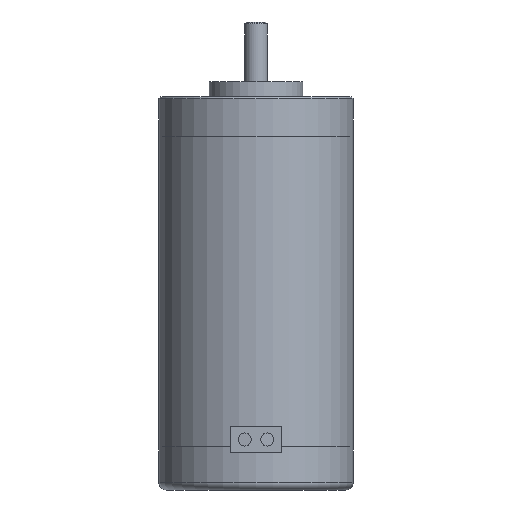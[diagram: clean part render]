
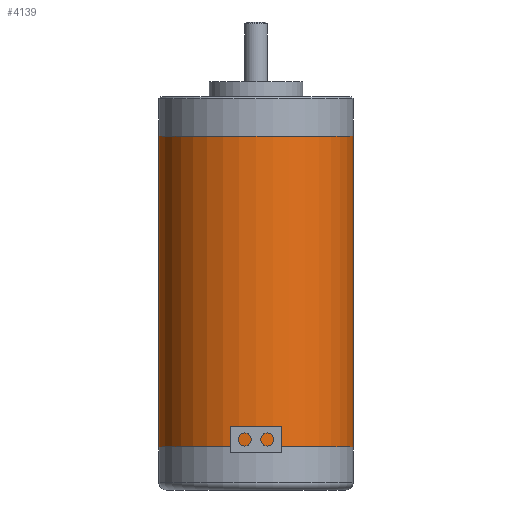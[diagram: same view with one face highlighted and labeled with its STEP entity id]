
A CAD part, front view. The second image highlights one B-rep face of the part: STEP entity #4139.
In plain terms, the highlighted cylindrical face has radius 26 mm (diameter 52 mm), a partial arc.
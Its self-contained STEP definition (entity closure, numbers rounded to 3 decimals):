
#388 = ORIENTED_EDGE ( 'NONE', *, *, #4234, .F. ) ;
#562 = DIRECTION ( 'NONE',  ( 1., 0., 0. ) ) ;
#581 = DIRECTION ( 'NONE',  ( 0., 0., 1. ) ) ;
#602 = CARTESIAN_POINT ( 'NONE',  ( 0., 0., -30.5 ) ) ;
#649 = EDGE_CURVE ( 'NONE', #669, #3205, #2345, .T. ) ;
#669 = VERTEX_POINT ( 'NONE', #848 ) ;
#766 = ORIENTED_EDGE ( 'NONE', *, *, #649, .T. ) ;
#848 = CARTESIAN_POINT ( 'NONE',  ( 26., 0., -113.5 ) ) ;
#913 = AXIS2_PLACEMENT_3D ( 'NONE', #1839, #1822, #1805 ) ;
#1020 = VECTOR ( 'NONE', #2353, 1000. ) ;
#1144 = LINE ( 'NONE', #4500, #1020 ) ;
#1475 = EDGE_CURVE ( 'NONE', #3476, #3205, #4041, .T. ) ;
#1575 = EDGE_CURVE ( 'NONE', #2905, #669, #3418, .T. ) ;
#1805 = DIRECTION ( 'NONE',  ( 1., 0., 0. ) ) ;
#1822 = DIRECTION ( 'NONE',  ( 0., 0., 1. ) ) ;
#1839 = CARTESIAN_POINT ( 'NONE',  ( 0., 0., -113.5 ) ) ;
#2048 = CARTESIAN_POINT ( 'NONE',  ( 26., 0., -30.5 ) ) ;
#2319 = ORIENTED_EDGE ( 'NONE', *, *, #1575, .T. ) ;
#2345 = LINE ( 'NONE', #5518, #4680 ) ;
#2353 = DIRECTION ( 'NONE',  ( 0., 0., 1. ) ) ;
#2480 = CYLINDRICAL_SURFACE ( 'NONE', #3667, 26. ) ;
#2905 = VERTEX_POINT ( 'NONE', #3827 ) ;
#3085 = CARTESIAN_POINT ( 'NONE',  ( -26., 0., -30.5 ) ) ;
#3205 = VERTEX_POINT ( 'NONE', #2048 ) ;
#3418 = CIRCLE ( 'NONE', #913, 26. ) ;
#3476 = VERTEX_POINT ( 'NONE', #3085 ) ;
#3537 = CARTESIAN_POINT ( 'NONE',  ( 0., 0., 1.683 ) ) ;
#3555 = DIRECTION ( 'NONE',  ( 0., 0., 1. ) ) ;
#3605 = EDGE_LOOP ( 'NONE', ( #388, #2319, #766, #5434 ) ) ;
#3667 = AXIS2_PLACEMENT_3D ( 'NONE', #3537, #3555, #5279 ) ;
#3759 = FACE_OUTER_BOUND ( 'NONE', #3605, .T. ) ;
#3827 = CARTESIAN_POINT ( 'NONE',  ( -26., 0., -113.5 ) ) ;
#4041 = CIRCLE ( 'NONE', #5432, 26. ) ;
#4139 = ADVANCED_FACE ( 'NONE', ( #3759 ), #2480, .T. ) ;
#4234 = EDGE_CURVE ( 'NONE', #2905, #3476, #1144, .T. ) ;
#4500 = CARTESIAN_POINT ( 'NONE',  ( -26., 0., 1.683 ) ) ;
#4680 = VECTOR ( 'NONE', #5550, 1000. ) ;
#5279 = DIRECTION ( 'NONE',  ( 1., 0., 0. ) ) ;
#5432 = AXIS2_PLACEMENT_3D ( 'NONE', #602, #581, #562 ) ;
#5434 = ORIENTED_EDGE ( 'NONE', *, *, #1475, .F. ) ;
#5518 = CARTESIAN_POINT ( 'NONE',  ( 26., 0., 1.683 ) ) ;
#5550 = DIRECTION ( 'NONE',  ( 0., 0., 1. ) ) ;
